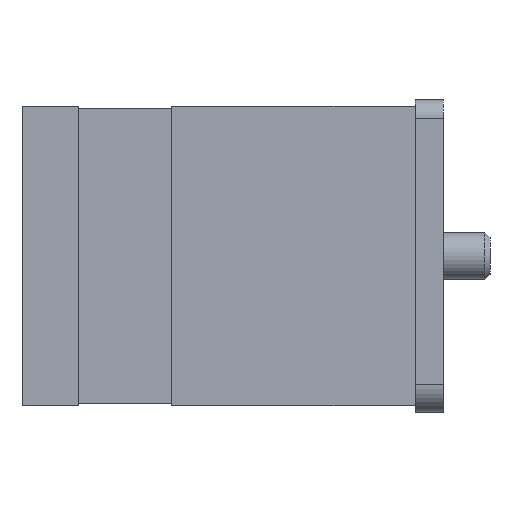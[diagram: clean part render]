
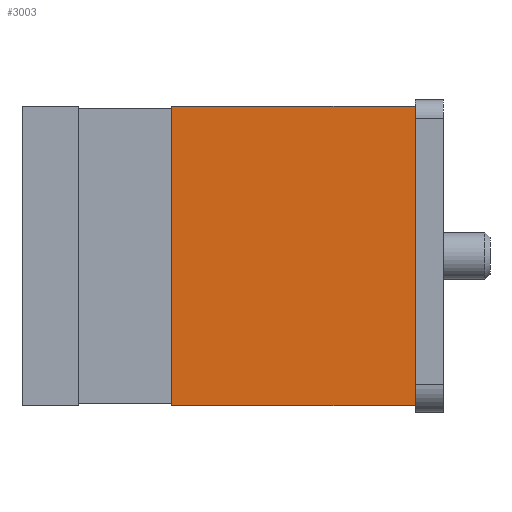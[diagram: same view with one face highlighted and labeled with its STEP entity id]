
A CAD part, left-side view. The second image highlights one B-rep face of the part: STEP entity #3003.
In plain terms, the highlighted planar face has unit normal (-1, 0, 0).
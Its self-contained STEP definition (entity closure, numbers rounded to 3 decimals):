
#70=LINE('',#3973,#306);
#105=LINE('',#4049,#341);
#117=LINE('',#4089,#353);
#119=LINE('',#4093,#355);
#306=VECTOR('',#3346,1000.);
#341=VECTOR('',#3389,1000.);
#353=VECTOR('',#3427,1000.);
#355=VECTOR('',#3431,1000.);
#620=ORIENTED_EDGE('',*,*,#1177,.F.);
#621=ORIENTED_EDGE('',*,*,#1198,.T.);
#622=ORIENTED_EDGE('',*,*,#1140,.F.);
#623=ORIENTED_EDGE('',*,*,#1196,.F.);
#1140=EDGE_CURVE('',#1436,#1431,#70,.T.);
#1177=EDGE_CURVE('',#1473,#1474,#105,.T.);
#1196=EDGE_CURVE('',#1474,#1436,#117,.T.);
#1198=EDGE_CURVE('',#1473,#1431,#119,.T.);
#1431=VERTEX_POINT('',#3963);
#1436=VERTEX_POINT('',#3972);
#1473=VERTEX_POINT('',#4048);
#1474=VERTEX_POINT('',#4050);
#1697=EDGE_LOOP('',(#620,#621,#622,#623));
#1864=FACE_BOUND('',#1697,.T.);
#2021=PLANE('',#3152);
#3003=ADVANCED_FACE('',(#1864),#2021,.F.);
#3152=AXIS2_PLACEMENT_3D('',#4101,#3440,#3441);
#3346=DIRECTION('',(0.,0.,-1.));
#3389=DIRECTION('',(0.,0.,1.));
#3427=DIRECTION('',(0.,-1.,0.));
#3431=DIRECTION('',(0.,-1.,0.));
#3440=DIRECTION('',(1.,0.,0.));
#3441=DIRECTION('',(0.,0.,-1.));
#3963=CARTESIAN_POINT('',(-8.,-7.6,-8.));
#3972=CARTESIAN_POINT('',(-8.,-7.6,8.));
#3973=CARTESIAN_POINT('',(-8.,-7.6,8.));
#4048=CARTESIAN_POINT('',(-8.,5.4,-8.));
#4049=CARTESIAN_POINT('',(-8.,5.4,8.));
#4050=CARTESIAN_POINT('',(-8.,5.4,8.));
#4089=CARTESIAN_POINT('',(-8.,13.4,8.));
#4093=CARTESIAN_POINT('',(-8.,13.4,-8.));
#4101=CARTESIAN_POINT('',(-8.,13.4,8.));
